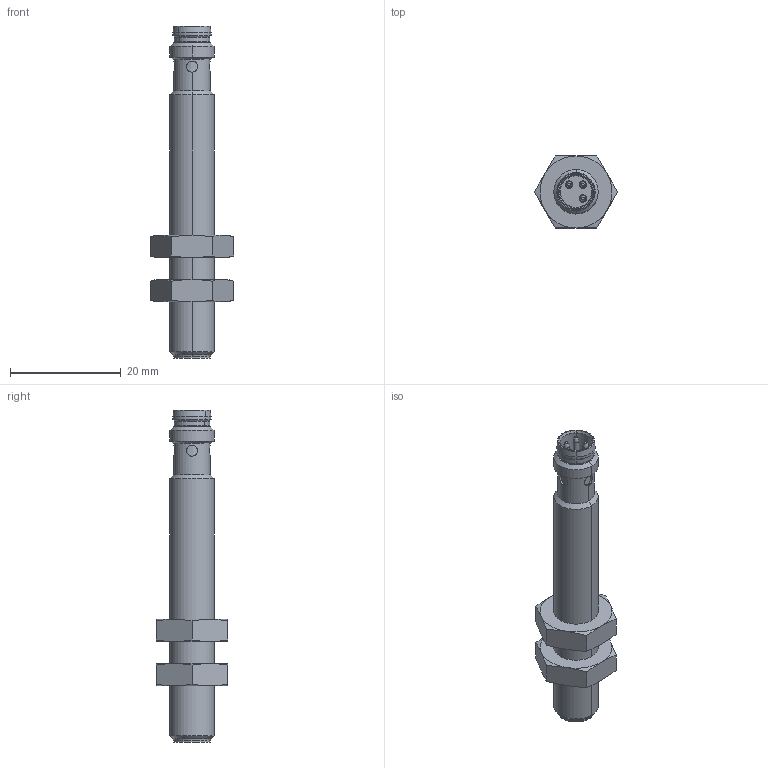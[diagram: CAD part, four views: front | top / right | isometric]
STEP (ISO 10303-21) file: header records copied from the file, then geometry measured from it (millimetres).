
FILE_DESCRIPTION (( 'STEP AP214' ), '1' );
FILE_NAME ('ME5021Z01.STEP', '2025-04-30T20:15:05', ( '' ), ( '' ), 'SwSTEP 2.0', 'SolidWorks 2024', '' );
FILE_SCHEMA (( 'AUTOMOTIVE_DESIGN' ));
Length unit declared in the file: inch
Products named in the file (1): ME5021Z01
Bounding box: 15.01 x 13 x 59.99 mm (x, y, z)
Volume: 2179.4 mm3; surface area: 4035.6 mm2
Topology: 8 solids, 8 shells, 285 faces, 694 edges, 431 vertices
Faces by surface type: cylinder 108, plane 67, cone 65, torus 45
Full cylindrical faces by diameter (mm): 6.917 x2
Entity records: 9223 total; most frequent: CARTESIAN_POINT 2361, DIRECTION 1493, ORIENTED_EDGE 1372, EDGE_CURVE 686, AXIS2_PLACEMENT_3D 633, VERTEX_POINT 429, CIRCLE 347, EDGE_LOOP 317
